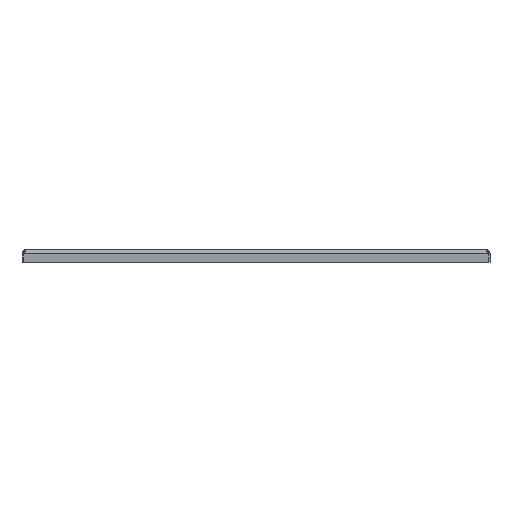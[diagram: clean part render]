
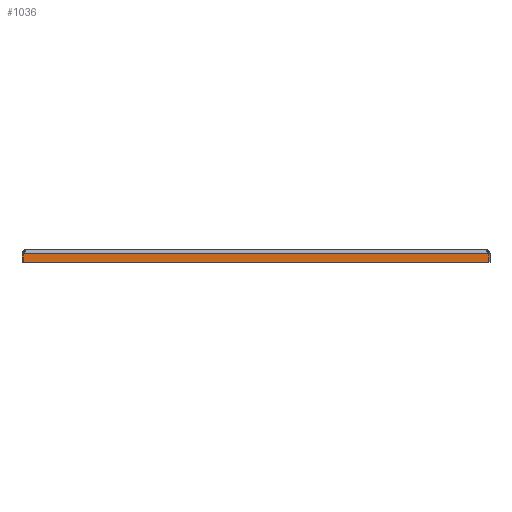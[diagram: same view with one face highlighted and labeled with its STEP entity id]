
A CAD part, front view. The second image highlights one B-rep face of the part: STEP entity #1036.
In plain terms, the highlighted planar face has unit normal (0, -1, 0).
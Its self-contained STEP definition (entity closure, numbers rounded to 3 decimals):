
#1016=AXIS2_PLACEMENT_3D('Plane Axis2P3D',#1013,#1014,#1015) ;
#771=CARTESIAN_POINT('Vertex',(447.,0.,8.)) ;
#774=CARTESIAN_POINT('Line Origine',(447.,0.,4.)) ;
#778=CARTESIAN_POINT('Vertex',(447.,0.,0.)) ;
#986=CARTESIAN_POINT('Line Origine',(223.5,0.,0.)) ;
#990=CARTESIAN_POINT('Vertex',(0.,0.,0.)) ;
#1013=CARTESIAN_POINT('Axis2P3D Location',(221.5,0.,10.5)) ;
#1018=CARTESIAN_POINT('Line Origine',(223.5,0.,8.)) ;
#1022=CARTESIAN_POINT('Vertex',(0.,0.,8.)) ;
#1025=CARTESIAN_POINT('Line Origine',(0.,0.,4.)) ;
#775=DIRECTION('Vector Direction',(0.,0.,1.)) ;
#987=DIRECTION('Vector Direction',(1.,0.,0.)) ;
#1014=DIRECTION('Axis2P3D Direction',(0.,-1.,0.)) ;
#1015=DIRECTION('Axis2P3D XDirection',(-1.,0.,0.)) ;
#1019=DIRECTION('Vector Direction',(1.,0.,0.)) ;
#1026=DIRECTION('Vector Direction',(0.,0.,-1.)) ;
#776=VECTOR('Line Direction',#775,1.) ;
#988=VECTOR('Line Direction',#987,1.) ;
#1020=VECTOR('Line Direction',#1019,1.) ;
#1027=VECTOR('Line Direction',#1026,1.) ;
#1031=ORIENTED_EDGE('',*,*,#992,.T.) ;
#1032=ORIENTED_EDGE('',*,*,#780,.T.) ;
#1033=ORIENTED_EDGE('',*,*,#1024,.F.) ;
#1034=ORIENTED_EDGE('',*,*,#1029,.T.) ;
#1036=ADVANCED_FACE('Koerper.2',(#1035),#1017,.T.) ;
#780=EDGE_CURVE('',#779,#772,#777,.T.) ;
#992=EDGE_CURVE('',#991,#779,#989,.T.) ;
#1024=EDGE_CURVE('',#1023,#772,#1021,.T.) ;
#1029=EDGE_CURVE('',#1023,#991,#1028,.T.) ;
#1030=EDGE_LOOP('',(#1031,#1032,#1033,#1034)) ;
#1035=FACE_OUTER_BOUND('',#1030,.T.) ;
#777=LINE('Line',#774,#776) ;
#989=LINE('Line',#986,#988) ;
#1021=LINE('Line',#1018,#1020) ;
#1028=LINE('Line',#1025,#1027) ;
#1017=PLANE('',#1016) ;
#772=VERTEX_POINT('',#771) ;
#779=VERTEX_POINT('',#778) ;
#991=VERTEX_POINT('',#990) ;
#1023=VERTEX_POINT('',#1022) ;
